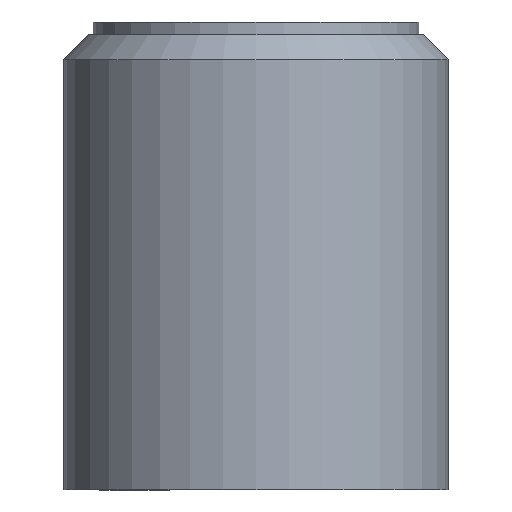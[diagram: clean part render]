
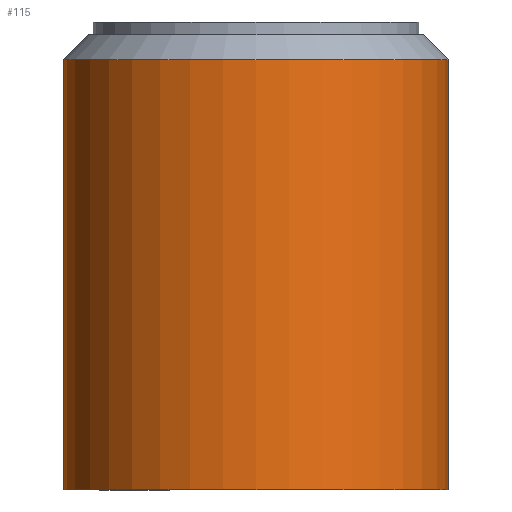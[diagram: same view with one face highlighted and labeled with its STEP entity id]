
A CAD part, front view. The second image highlights one B-rep face of the part: STEP entity #115.
In plain terms, the highlighted cylindrical face has radius 11.5 mm (diameter 23 mm), a full revolution.
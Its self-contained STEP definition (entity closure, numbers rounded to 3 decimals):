
#22=CYLINDRICAL_SURFACE('',#144,11.5);
#33=ORIENTED_EDGE('',*,*,#49,.T.);
#34=ORIENTED_EDGE('',*,*,#45,.T.);
#45=EDGE_CURVE('',#54,#54,#63,.T.);
#49=EDGE_CURVE('',#58,#58,#67,.T.);
#54=VERTEX_POINT('',#201);
#58=VERTEX_POINT('',#212);
#63=CIRCLE('',#138,11.5);
#67=CIRCLE('',#145,11.5);
#78=EDGE_LOOP('',(#33));
#79=EDGE_LOOP('',(#34));
#96=FACE_BOUND('',#78,.T.);
#97=FACE_BOUND('',#79,.T.);
#115=ADVANCED_FACE('',(#96,#97),#22,.T.);
#138=AXIS2_PLACEMENT_3D('',#200,#163,#164);
#144=AXIS2_PLACEMENT_3D('',#210,#175,#176);
#145=AXIS2_PLACEMENT_3D('',#211,#177,#178);
#163=DIRECTION('',(0.,0.,1.));
#164=DIRECTION('',(1.,0.,0.));
#175=DIRECTION('',(0.,0.,1.));
#176=DIRECTION('',(1.,0.,0.));
#177=DIRECTION('',(0.,0.,-1.));
#178=DIRECTION('',(-1.,0.,0.));
#200=CARTESIAN_POINT('',(0.,0.,-9.629));
#201=CARTESIAN_POINT('',(11.5,0.,-9.629));
#210=CARTESIAN_POINT('',(0.,0.,-9.629));
#211=CARTESIAN_POINT('',(0.,0.,16.121));
#212=CARTESIAN_POINT('',(-11.5,0.,16.121));
